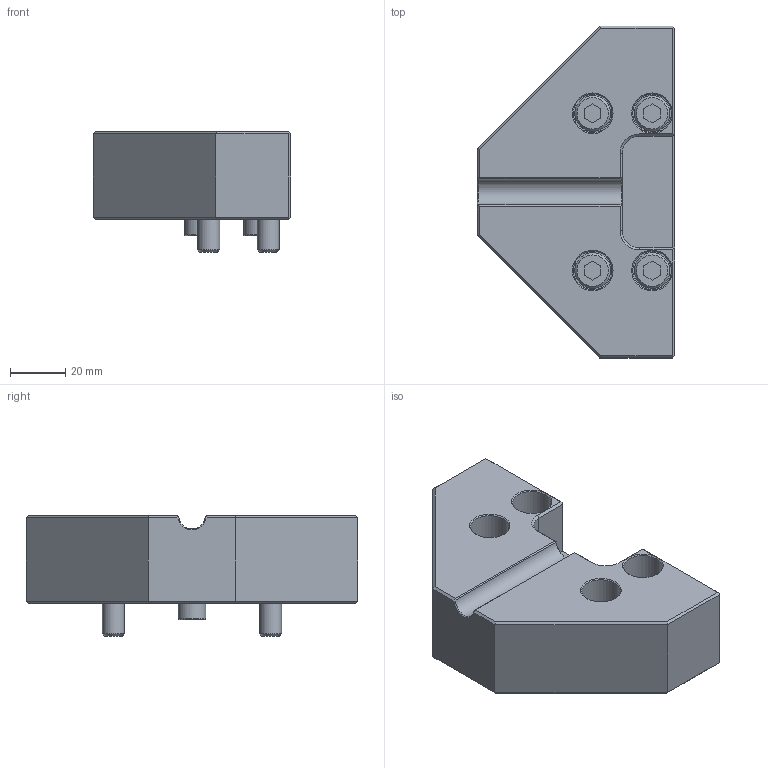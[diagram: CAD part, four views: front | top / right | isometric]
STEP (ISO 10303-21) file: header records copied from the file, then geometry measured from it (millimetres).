
FILE_DESCRIPTION(/* description */ ('LARGE DIA FINISH HEAD COUNTERWEIGHT'),/* implementation_level */ '2;1');
FILE_NAME(/* name */ '910-FCW.stp',/* time_stamp */ '2018-12-07T07:29:47-05:00',/* author */ ('dhartman'),/* organization */ (''),/* preprocessor_version */ 'ST-DEVELOPER v17',/* originating_system */ 'Autodesk Inventor 2018',/* authorisation */ '');
FILE_SCHEMA (('AUTOMOTIVE_DESIGN { 1 0 10303 214 3 1 1 }'));
Length unit declared in the file: inch
Products named in the file (4): 910-FCW; DWLM10X12; 910-FCW_1; SHCSM8X20
Assembly tree (7 placements, depth 2):
  910-FCW
    DWLM10X12  x2
    910-FCW_1
    SHCSM8X20  x4
Bounding box: 71.68 x 120.65 x 43.75 mm (x, y, z)
Volume: 185128.4 mm3; surface area: 34972.3 mm2
Topology: 7 solids, 7 shells, 139 faces, 315 edges, 202 vertices
Faces by surface type: plane 86, cone 24, cylinder 23, bspline 4, torus 2
Full cylindrical faces by diameter (mm): 8 x4, 8.992 x4, 10 x4, 13 x4, 14.021 x4
Entity records: 3497 total; most frequent: CARTESIAN_POINT 1145, DIRECTION 461, ORIENTED_EDGE 444, EDGE_CURVE 222, AXIS2_PLACEMENT_3D 160, VERTEX_POINT 144, LINE 141, VECTOR 141
